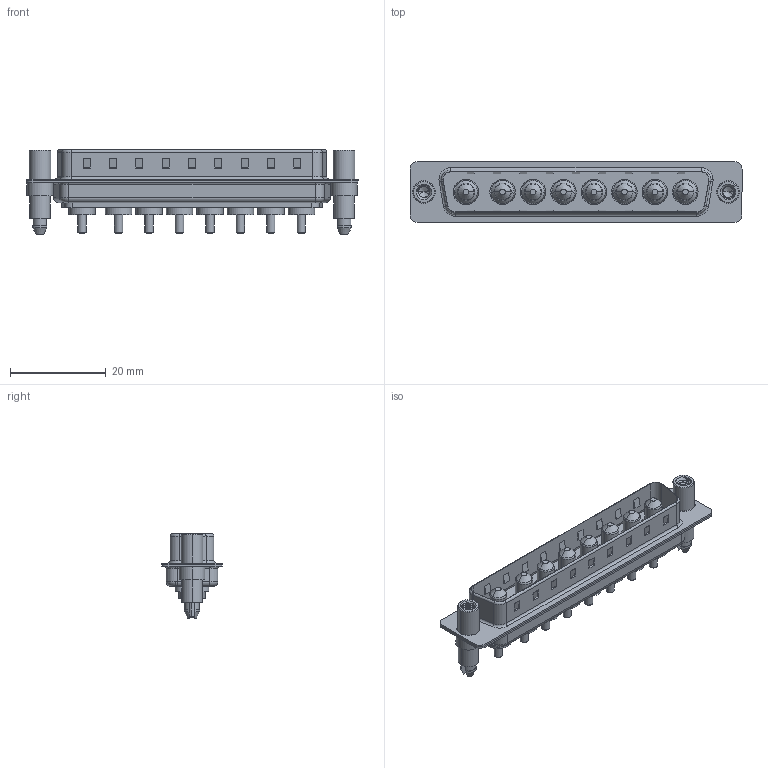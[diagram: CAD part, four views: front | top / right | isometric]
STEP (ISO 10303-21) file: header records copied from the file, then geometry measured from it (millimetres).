
FILE_DESCRIPTION (( 'STEP AP203' ), '1' );
FILE_NAME ('627-8W8-224-1NE.STEP', '2019-05-28T03:15:34', ( '' ), ( '' ), 'SwSTEP 2.0', 'SolidWorks 2016', '' );
FILE_SCHEMA (( 'CONFIG_CONTROL_DESIGN' ));
Length unit declared in the file: millimetre
Products named in the file (7): 627Combo Threaded Standoff and Boardlock_6; 627Combo Shell Rear_37 Contacts; Power Pin_10A S; 627Combo Housing_8W8; 627-8W8-224-1NE; 627Combo Threaded Standoff and Boardlock_E; 627Combo Shell Front_37 Contacts
Assembly tree (13 placements, depth 2):
  627-8W8-224-1NE
    627Combo Housing_8W8
    627Combo Shell Rear_37 Contacts
    627Combo Shell Front_37 Contacts
    627Combo Threaded Standoff and Boardlock_E
    Power Pin_10A S  x8
    627Combo Threaded Standoff and Boardlock_6
Bounding box: 69.3 x 12.6 x 17.6 mm (x, y, z)
Volume: 4552.9 mm3; surface area: 9595.3 mm2
Topology: 21 solids, 21 shells, 787 faces, 1871 edges, 1167 vertices
Faces by surface type: cylinder 325, plane 301, cone 73, torus 66, bspline 22
Entity records: 19516 total; most frequent: CARTESIAN_POINT 5441, DIRECTION 2802, ORIENTED_EDGE 2708, EDGE_CURVE 1354, AXIS2_PLACEMENT_3D 1014, VERTEX_POINT 859, VECTOR 774, LINE 774
